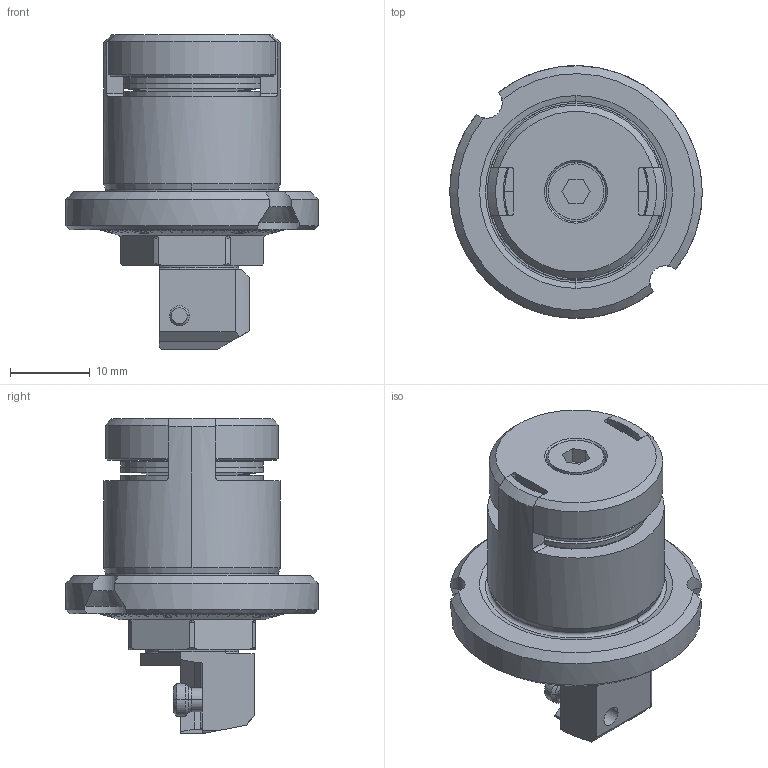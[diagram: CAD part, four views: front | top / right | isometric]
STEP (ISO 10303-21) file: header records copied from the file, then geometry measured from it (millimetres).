
FILE_DESCRIPTION(/* description */ (''),/* implementation_level */ '2;1');
FILE_NAME(/* name */ 'FV3-FVSP31S.stp',/* time_stamp */ '2019-09-03T15:16:05+09:00',/* author */ (''),/* organization */ (''),/* preprocessor_version */ 'ST-DEVELOPER v16',/* originating_system */ 'SIEMENS PLM Software NX 10.0',/* authorisation */ '');
FILE_SCHEMA (('AUTOMOTIVE_DESIGN { 1 0 10303 214 3 1 1 1 }'));
Length unit declared in the file: millimetre
Products named in the file (1): FV3-FVSP31S_ASM
Bounding box: 31.75 x 31.74 x 39.52 mm (x, y, z)
Volume: 12039.4 mm3; surface area: 12565.9 mm2
Topology: 14 solids, 14 shells, 996 faces, 2746 edges, 1792 vertices
Faces by surface type: plane 727, cone 142, cylinder 94, torus 27, extrusion 4, sphere 2
Entity records: 33554 total; most frequent: CARTESIAN_POINT 8444, ORIENTED_EDGE 5484, DIRECTION 4738, EDGE_CURVE 2742, VERTEX_POINT 1792, VECTOR 1672, LINE 1668, AXIS2_PLACEMENT_3D 1533
